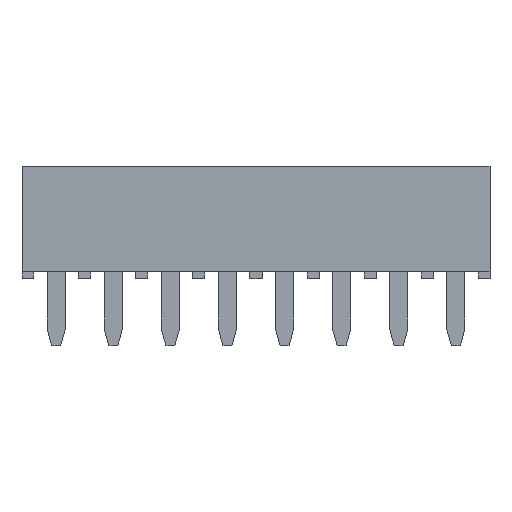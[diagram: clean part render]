
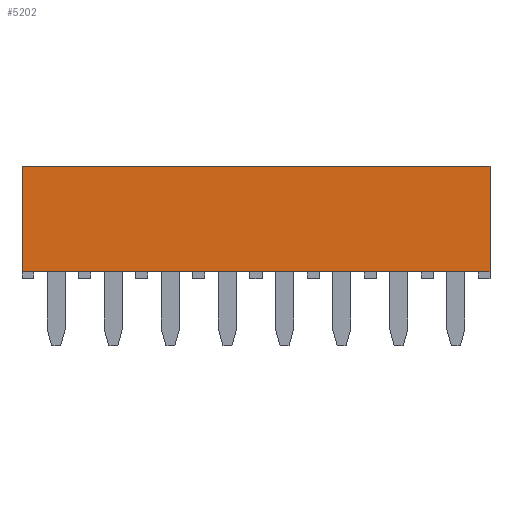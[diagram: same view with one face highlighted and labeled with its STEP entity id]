
A CAD part, top view. The second image highlights one B-rep face of the part: STEP entity #5202.
In plain terms, the highlighted planar face has unit normal (0, 0, 1).
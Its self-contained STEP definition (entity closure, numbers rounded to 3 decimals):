
#240=FACE_OUTER_BOUND('',#552,.T.);
#552=EDGE_LOOP('',(#3775,#3776,#3777,#3778));
#826=LINE('',#7080,#1538);
#840=LINE('',#7108,#1552);
#1001=LINE('',#7445,#1713);
#1065=LINE('',#7581,#1777);
#1538=VECTOR('',#5763,10.);
#1552=VECTOR('',#5785,51.3);
#1713=VECTOR('',#5980,4.7);
#1777=VECTOR('',#6126,51.3);
#2244=VERTEX_POINT('',#7066);
#2250=VERTEX_POINT('',#7078);
#2260=VERTEX_POINT('',#7107);
#2419=VERTEX_POINT('',#7444);
#2714=EDGE_CURVE('',#2244,#2250,#826,.T.);
#2728=EDGE_CURVE('',#2260,#2244,#840,.T.);
#2889=EDGE_CURVE('',#2419,#2260,#1001,.T.);
#2953=EDGE_CURVE('',#2419,#2250,#1065,.T.);
#3775=ORIENTED_EDGE('',*,*,#2714,.T.);
#3776=ORIENTED_EDGE('',*,*,#2953,.F.);
#3777=ORIENTED_EDGE('',*,*,#2889,.T.);
#3778=ORIENTED_EDGE('',*,*,#2728,.T.);
#4905=PLANE('',#5514);
#5202=ADVANCED_FACE('',(#240),#4905,.T.);
#5514=AXIS2_PLACEMENT_3D('',#7580,#6124,#6125);
#5763=DIRECTION('',(0.,1.,0.));
#5785=DIRECTION('',(1.,0.,0.));
#5980=DIRECTION('',(0.,-1.,0.));
#6124=DIRECTION('center_axis',(0.,0.,1.));
#6125=DIRECTION('ref_axis',(0.,-1.,0.));
#6126=DIRECTION('',(1.,0.,0.));
#7066=CARTESIAN_POINT('',(-4.83,0.3,1.25));
#7078=CARTESIAN_POINT('',(-4.83,5.,1.25));
#7080=CARTESIAN_POINT('',(-4.83,3.9,1.25));
#7107=CARTESIAN_POINT('',(-25.65,0.3,1.25));
#7108=CARTESIAN_POINT('',(-25.65,0.3,1.25));
#7444=CARTESIAN_POINT('',(-25.65,5.,1.25));
#7445=CARTESIAN_POINT('',(-25.65,5.,1.25));
#7580=CARTESIAN_POINT('Origin',(-25.65,5.,1.25));
#7581=CARTESIAN_POINT('',(-25.65,5.,1.25));
